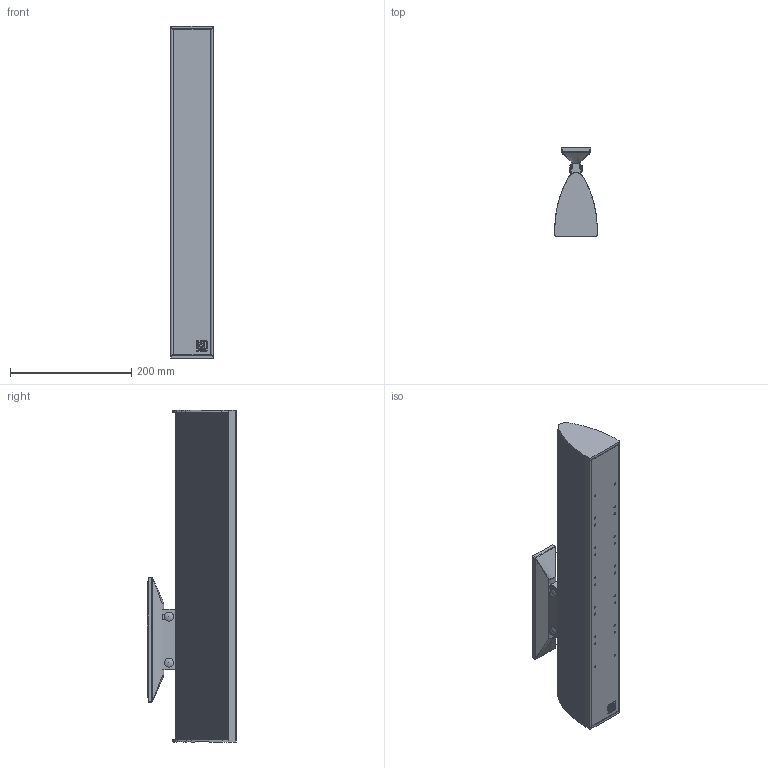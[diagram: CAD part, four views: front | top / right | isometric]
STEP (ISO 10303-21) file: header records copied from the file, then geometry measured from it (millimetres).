
FILE_DESCRIPTION(/* description */ (''),/* implementation_level */ '2;1');
FILE_NAME(/* name */ 'AUDAC-KYRA6.stp',/* time_stamp */ '2021-03-11T15:05:46+01:00',/* author */ ('kamiel'),/* organization */ (''),/* preprocessor_version */ 'ST-DEVELOPER v18.1',/* originating_system */ 'Autodesk Inventor 2021',/* authorisation */ '');
FILE_SCHEMA (('AUTOMOTIVE_DESIGN { 1 0 10303 214 3 1 1 }'));
Products named in the file (1): AUDAC-KYRA6
Bounding box: 69.75 x 146.99 x 548 mm (x, y, z)
Volume: 3139029.7 mm3; surface area: 299653.5 mm2
Topology: 1 solids, 3 shells, 2001 faces, 4979 edges, 3061 vertices
Faces by surface type: plane 1022, cylinder 466, cone 291, torus 112, bspline 68, sphere 42
Full cylindrical faces by diameter (mm): 6 x6, 8 x1, 10.5 x2, 15 x2
Entity records: 65664 total; most frequent: CARTESIAN_POINT 15342, DIRECTION 11146, ORIENTED_EDGE 9884, EDGE_CURVE 4942, AXIS2_PLACEMENT_3D 4858, VERTEX_POINT 3011, CIRCLE 2520, EDGE_LOOP 2097
